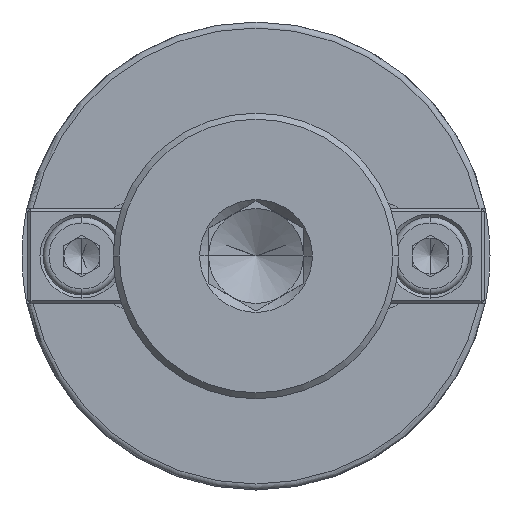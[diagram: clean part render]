
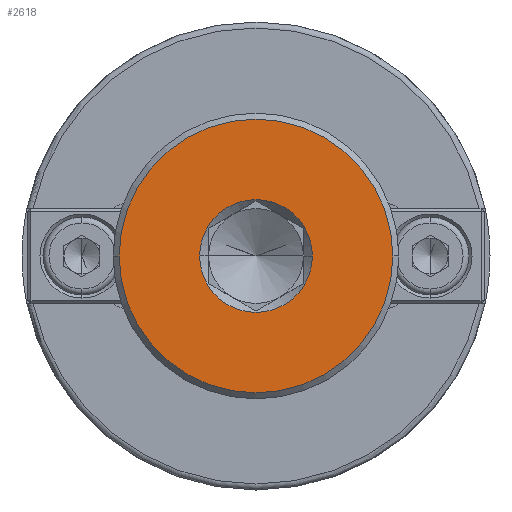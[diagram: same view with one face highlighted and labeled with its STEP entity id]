
A CAD part, front view. The second image highlights one B-rep face of the part: STEP entity #2618.
In plain terms, the highlighted face is planar.
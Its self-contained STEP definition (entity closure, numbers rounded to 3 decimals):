
#113 = DIRECTION ( 'NONE',  ( 0., 1., 0. ) ) ;
#299 = ORIENTED_EDGE ( 'NONE', *, *, #3665, .T. ) ;
#426 = VERTEX_POINT ( 'NONE', #8829 ) ;
#888 = CARTESIAN_POINT ( 'NONE',  ( 0., 0., 0. ) ) ;
#965 = PLANE ( 'NONE',  #1001 ) ;
#995 = CIRCLE ( 'NONE', #2845, 9.4 ) ;
#1001 = AXIS2_PLACEMENT_3D ( 'NONE', #1658, #5903, #1692 ) ;
#1596 = DIRECTION ( 'NONE',  ( 0., -1., 0. ) ) ;
#1633 = DIRECTION ( 'NONE',  ( 1., 0., 0. ) ) ;
#1658 = CARTESIAN_POINT ( 'NONE',  ( 0., 23.813, 0. ) ) ;
#1671 = CARTESIAN_POINT ( 'NONE',  ( 0., 0., 0. ) ) ;
#1692 = DIRECTION ( 'NONE',  ( 0., -1., 0. ) ) ;
#1769 = VERTEX_POINT ( 'NONE', #5393 ) ;
#2088 = CIRCLE ( 'NONE', #8867, 22.813 ) ;
#2366 = DIRECTION ( 'NONE',  ( 0., -1., 0. ) ) ;
#2569 = FACE_OUTER_BOUND ( 'NONE', #7385, .T. ) ;
#2618 = ADVANCED_FACE ( 'NONE', ( #8132, #2569 ), #965, .T. ) ;
#2845 = AXIS2_PLACEMENT_3D ( 'NONE', #888, #5816, #1596 ) ;
#2969 = CARTESIAN_POINT ( 'NONE',  ( 0., 9.4, 0. ) ) ;
#3080 = AXIS2_PLACEMENT_3D ( 'NONE', #5853, #1633, #6549 ) ;
#3549 = ORIENTED_EDGE ( 'NONE', *, *, #4843, .F. ) ;
#3665 = EDGE_CURVE ( 'NONE', #7023, #426, #995, .T. ) ;
#3787 = EDGE_LOOP ( 'NONE', ( #6282, #299 ) ) ;
#4035 = AXIS2_PLACEMENT_3D ( 'NONE', #1671, #6580, #2366 ) ;
#4345 = DIRECTION ( 'NONE',  ( 1., 0., 0. ) ) ;
#4843 = EDGE_CURVE ( 'NONE', #1769, #5949, #2088, .T. ) ;
#4905 = EDGE_CURVE ( 'NONE', #5949, #1769, #9079, .T. ) ;
#4947 = EDGE_CURVE ( 'NONE', #426, #7023, #7038, .T. ) ;
#5393 = CARTESIAN_POINT ( 'NONE',  ( 0., 22.813, 0. ) ) ;
#5816 = DIRECTION ( 'NONE',  ( 1., 0., 0. ) ) ;
#5853 = CARTESIAN_POINT ( 'NONE',  ( 0., 0., 0. ) ) ;
#5903 = DIRECTION ( 'NONE',  ( -1., 0., 0. ) ) ;
#5949 = VERTEX_POINT ( 'NONE', #6633 ) ;
#5964 = ORIENTED_EDGE ( 'NONE', *, *, #4905, .F. ) ;
#6282 = ORIENTED_EDGE ( 'NONE', *, *, #4947, .T. ) ;
#6549 = DIRECTION ( 'NONE',  ( 0., 1., 0. ) ) ;
#6580 = DIRECTION ( 'NONE',  ( 1., 0., 0. ) ) ;
#6633 = CARTESIAN_POINT ( 'NONE',  ( 0., -22.813, 0. ) ) ;
#7023 = VERTEX_POINT ( 'NONE', #2969 ) ;
#7038 = CIRCLE ( 'NONE', #4035, 9.4 ) ;
#7385 = EDGE_LOOP ( 'NONE', ( #3549, #5964 ) ) ;
#8132 = FACE_BOUND ( 'NONE', #3787, .T. ) ;
#8508 = CARTESIAN_POINT ( 'NONE',  ( 0., 0., 0. ) ) ;
#8829 = CARTESIAN_POINT ( 'NONE',  ( 0., -9.4, 0. ) ) ;
#8867 = AXIS2_PLACEMENT_3D ( 'NONE', #8508, #4345, #113 ) ;
#9079 = CIRCLE ( 'NONE', #3080, 22.813 ) ;
